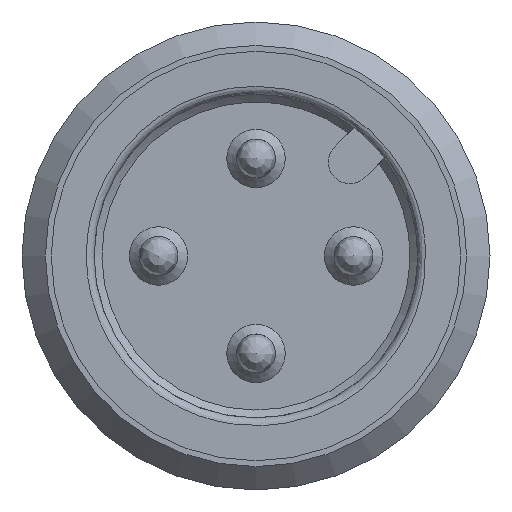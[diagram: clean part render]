
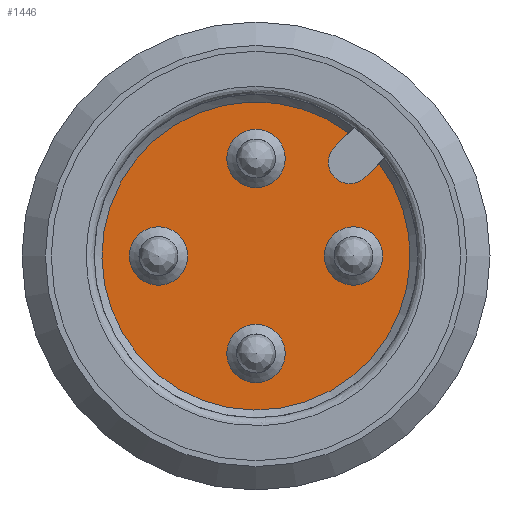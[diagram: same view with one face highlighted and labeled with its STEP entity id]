
A CAD part, left-side view. The second image highlights one B-rep face of the part: STEP entity #1446.
In plain terms, the highlighted face is planar.
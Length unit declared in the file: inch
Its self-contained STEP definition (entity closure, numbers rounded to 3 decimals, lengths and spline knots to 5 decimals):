
#31 = CARTESIAN_POINT ( 'NONE',  ( 0.10996, 0.35039, 0.07934 ) ) ;
#33 = DIRECTION ( 'NONE',  ( 0., 0., 1. ) ) ;
#35 = CARTESIAN_POINT ( 'NONE',  ( 0.07934, 0.35039, 0.10996 ) ) ;
#43 = EDGE_CURVE ( 'NONE', #655, #1555, #615, .T. ) ;
#55 = CARTESIAN_POINT ( 'NONE',  ( 0.1242, 0.35039, 0.09358 ) ) ;
#63 = VECTOR ( 'NONE', #1599, 39.37008 ) ;
#69 = VERTEX_POINT ( 'NONE', #215 ) ;
#89 = VERTEX_POINT ( 'NONE', #152 ) ;
#137 = DIRECTION ( 'NONE',  ( 0., 0., -1. ) ) ;
#150 = CARTESIAN_POINT ( 'NONE',  ( 0.09465, 0.35039, 0.09465 ) ) ;
#152 = CARTESIAN_POINT ( 'NONE',  ( 0.09358, 0.35039, 0.1242 ) ) ;
#157 = DIRECTION ( 'NONE',  ( -1., 0., 0. ) ) ;
#172 = DIRECTION ( 'NONE',  ( 0., 1., 0. ) ) ;
#179 = EDGE_LOOP ( 'NONE', ( #1768 ) ) ;
#215 = CARTESIAN_POINT ( 'NONE',  ( 0., 0.35039, 0.12795 ) ) ;
#228 = CIRCLE ( 'NONE', #926, 0.02953 ) ;
#231 = ORIENTED_EDGE ( 'NONE', *, *, #1766, .F. ) ;
#247 = CIRCLE ( 'NONE', #337, 0.02953 ) ;
#289 = ORIENTED_EDGE ( 'NONE', *, *, #1279, .T. ) ;
#290 = DIRECTION ( 'NONE',  ( 0., 1., 0. ) ) ;
#308 = CARTESIAN_POINT ( 'NONE',  ( 0., 0.35039, 0.1378 ) ) ;
#325 = CIRCLE ( 'NONE', #1577, 0.02165 ) ;
#332 = DIRECTION ( 'NONE',  ( 0., 0., 1. ) ) ;
#337 = AXIS2_PLACEMENT_3D ( 'NONE', #1296, #449, #157 ) ;
#370 = AXIS2_PLACEMENT_3D ( 'NONE', #973, #397, #137 ) ;
#395 = EDGE_CURVE ( 'NONE', #711, #711, #247, .T. ) ;
#397 = DIRECTION ( 'NONE',  ( 0., -1., 0. ) ) ;
#425 = VERTEX_POINT ( 'NONE', #35 ) ;
#426 = CARTESIAN_POINT ( 'NONE',  ( -0.02953, 0.35039, -0.09843 ) ) ;
#429 = CARTESIAN_POINT ( 'NONE',  ( -0.09843, 0.35039, 0. ) ) ;
#449 = DIRECTION ( 'NONE',  ( 0., 1., 0. ) ) ;
#459 = DIRECTION ( 'NONE',  ( -1., 0., 0. ) ) ;
#471 = DIRECTION ( 'NONE',  ( -0.707, 0., -0.707 ) ) ;
#583 = ORIENTED_EDGE ( 'NONE', *, *, #43, .T. ) ;
#610 = DIRECTION ( 'NONE',  ( 0., 1., 0. ) ) ;
#615 = LINE ( 'NONE', #55, #1346 ) ;
#653 = AXIS2_PLACEMENT_3D ( 'NONE', #777, #610, #332 ) ;
#655 = VERTEX_POINT ( 'NONE', #779 ) ;
#711 = VERTEX_POINT ( 'NONE', #426 ) ;
#741 = PLANE ( 'NONE',  #1519 ) ;
#777 = CARTESIAN_POINT ( 'NONE',  ( 0., 0.35039, 0.09843 ) ) ;
#779 = CARTESIAN_POINT ( 'NONE',  ( 0.1242, 0.35039, 0.09358 ) ) ;
#797 = EDGE_LOOP ( 'NONE', ( #1326 ) ) ;
#805 = EDGE_CURVE ( 'NONE', #89, #655, #1642, .T. ) ;
#813 = CARTESIAN_POINT ( 'NONE',  ( 0.0689, 0.35039, 0. ) ) ;
#828 = ORIENTED_EDGE ( 'NONE', *, *, #1122, .T. ) ;
#888 = ORIENTED_EDGE ( 'NONE', *, *, #805, .T. ) ;
#901 = EDGE_CURVE ( 'NONE', #1374, #1374, #1792, .T. ) ;
#926 = AXIS2_PLACEMENT_3D ( 'NONE', #1566, #290, #459 ) ;
#934 = CARTESIAN_POINT ( 'NONE',  ( -0.09843, 0.35039, 0.02953 ) ) ;
#942 = EDGE_LOOP ( 'NONE', ( #828 ) ) ;
#973 = CARTESIAN_POINT ( 'NONE',  ( 0., 0.35039, 0. ) ) ;
#982 = DIRECTION ( 'NONE',  ( 0., 0., -1. ) ) ;
#991 = CIRCLE ( 'NONE', #653, 0.02953 ) ;
#1014 = FACE_BOUND ( 'NONE', #1317, .T. ) ;
#1091 = EDGE_LOOP ( 'NONE', ( #231, #289, #888, #583 ) ) ;
#1104 = VERTEX_POINT ( 'NONE', #813 ) ;
#1122 = EDGE_CURVE ( 'NONE', #69, #69, #991, .T. ) ;
#1153 = FACE_BOUND ( 'NONE', #942, .T. ) ;
#1269 = DIRECTION ( 'NONE',  ( 0., -1., 0. ) ) ;
#1278 = FACE_OUTER_BOUND ( 'NONE', #1091, .T. ) ;
#1279 = EDGE_CURVE ( 'NONE', #425, #89, #1772, .T. ) ;
#1296 = CARTESIAN_POINT ( 'NONE',  ( 0., 0.35039, -0.09843 ) ) ;
#1317 = EDGE_LOOP ( 'NONE', ( #1706 ) ) ;
#1326 = ORIENTED_EDGE ( 'NONE', *, *, #1516, .T. ) ;
#1329 = CARTESIAN_POINT ( 'NONE',  ( 0.07934, 0.35039, 0.10996 ) ) ;
#1346 = VECTOR ( 'NONE', #471, 39.37008 ) ;
#1374 = VERTEX_POINT ( 'NONE', #934 ) ;
#1400 = DIRECTION ( 'NONE',  ( 0., 0., 1. ) ) ;
#1414 = DIRECTION ( 'NONE',  ( 0., -1., 0. ) ) ;
#1419 = FACE_BOUND ( 'NONE', #797, .T. ) ;
#1446 = ADVANCED_FACE ( 'NONE', ( #1419, #1014, #1153, #1556, #1278 ), #741, .T. ) ;
#1498 = AXIS2_PLACEMENT_3D ( 'NONE', #429, #172, #33 ) ;
#1516 = EDGE_CURVE ( 'NONE', #1104, #1104, #228, .T. ) ;
#1519 = AXIS2_PLACEMENT_3D ( 'NONE', #308, #1269, #982 ) ;
#1555 = VERTEX_POINT ( 'NONE', #31 ) ;
#1556 = FACE_BOUND ( 'NONE', #179, .T. ) ;
#1566 = CARTESIAN_POINT ( 'NONE',  ( 0.09843, 0.35039, 0. ) ) ;
#1577 = AXIS2_PLACEMENT_3D ( 'NONE', #150, #1414, #1400 ) ;
#1599 = DIRECTION ( 'NONE',  ( 0.707, 0., 0.707 ) ) ;
#1642 = CIRCLE ( 'NONE', #370, 0.15551 ) ;
#1706 = ORIENTED_EDGE ( 'NONE', *, *, #395, .T. ) ;
#1766 = EDGE_CURVE ( 'NONE', #425, #1555, #325, .T. ) ;
#1768 = ORIENTED_EDGE ( 'NONE', *, *, #901, .T. ) ;
#1772 = LINE ( 'NONE', #1329, #63 ) ;
#1792 = CIRCLE ( 'NONE', #1498, 0.02953 ) ;
